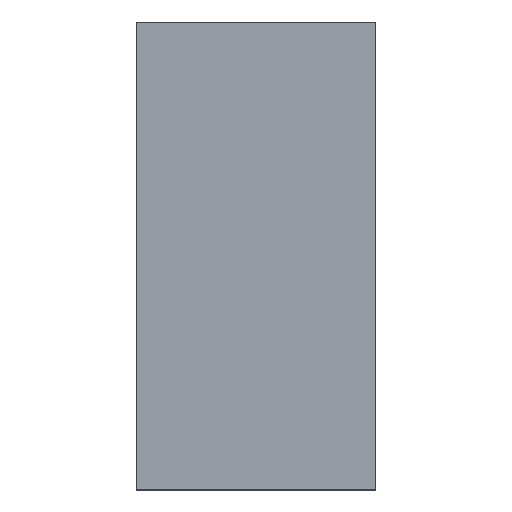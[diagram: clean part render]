
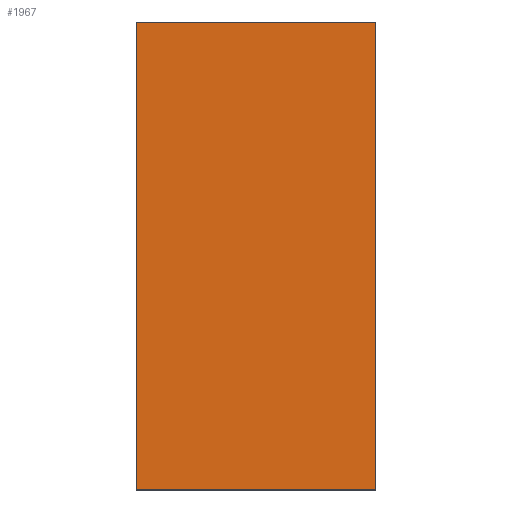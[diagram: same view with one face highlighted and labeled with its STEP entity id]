
A CAD part, top view. The second image highlights one B-rep face of the part: STEP entity #1967.
In plain terms, the highlighted face is planar.
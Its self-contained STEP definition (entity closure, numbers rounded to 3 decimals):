
#655=DIRECTION('',(0.,0.,1.));
#656=VECTOR('',#655,1.95);
#657=CARTESIAN_POINT('',(-0.5,0.45,-0.975));
#658=LINE('',#657,#656);
#662=DIRECTION('',(-1.,0.,0.));
#663=VECTOR('',#662,1.);
#664=CARTESIAN_POINT('',(0.5,0.45,-0.975));
#665=LINE('',#664,#663);
#669=DIRECTION('',(0.,0.,-1.));
#670=VECTOR('',#669,1.95);
#671=CARTESIAN_POINT('',(0.5,0.45,0.975));
#672=LINE('',#671,#670);
#676=DIRECTION('',(1.,0.,0.));
#677=VECTOR('',#676,1.);
#678=CARTESIAN_POINT('',(-0.5,0.45,0.975));
#679=LINE('',#678,#677);
#1426=CARTESIAN_POINT('',(-0.5,0.45,-0.975));
#1427=CARTESIAN_POINT('',(-0.5,0.45,0.975));
#1428=VERTEX_POINT('',#1426);
#1429=VERTEX_POINT('',#1427);
#1430=CARTESIAN_POINT('',(0.5,0.45,0.975));
#1431=VERTEX_POINT('',#1430);
#1432=CARTESIAN_POINT('',(0.5,0.45,-0.975));
#1433=VERTEX_POINT('',#1432);
#1956=CARTESIAN_POINT('',(0.,0.45,0.));
#1957=DIRECTION('',(0.,1.,0.));
#1958=DIRECTION('',(1.,0.,0.));
#1959=AXIS2_PLACEMENT_3D('',#1956,#1957,#1958);
#1960=PLANE('',#1959);
#1961=ORIENTED_EDGE('',*,*,#1788,.F.);
#1962=ORIENTED_EDGE('',*,*,#1843,.F.);
#1963=ORIENTED_EDGE('',*,*,#1877,.F.);
#1964=ORIENTED_EDGE('',*,*,#1930,.F.);
#1965=EDGE_LOOP('',(#1961,#1962,#1963,#1964));
#1966=FACE_OUTER_BOUND('',#1965,.F.);
#1967=ADVANCED_FACE('',(#1966),#1960,.T.);
#1788=EDGE_CURVE('',#1428,#1429,#658,.T.);
#1843=EDGE_CURVE('',#1433,#1428,#665,.T.);
#1877=EDGE_CURVE('',#1431,#1433,#672,.T.);
#1930=EDGE_CURVE('',#1429,#1431,#679,.T.);
